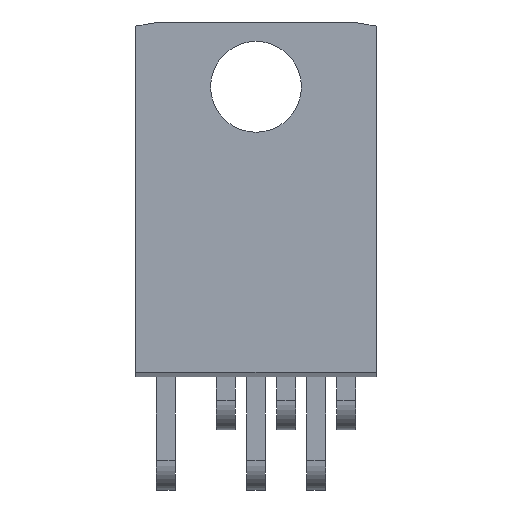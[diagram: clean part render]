
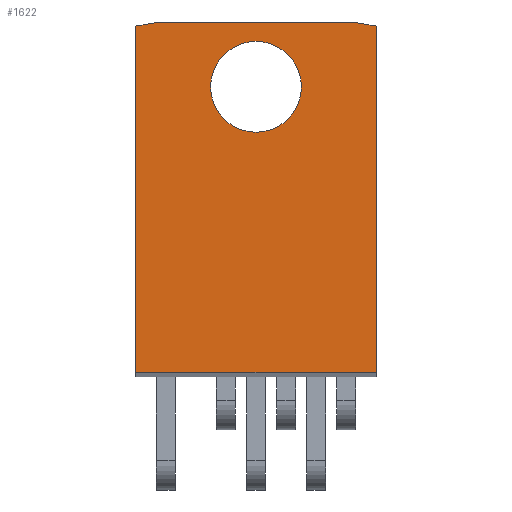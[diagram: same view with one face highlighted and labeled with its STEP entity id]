
A CAD part, front view. The second image highlights one B-rep face of the part: STEP entity #1622.
In plain terms, the highlighted planar face has unit normal (0, -1, 0).
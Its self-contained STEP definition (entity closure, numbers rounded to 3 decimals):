
#33=CIRCLE('',#1725,1.92);
#34=CIRCLE('',#1726,1.92);
#69=FACE_BOUND('',#205,.T.);
#114=FACE_OUTER_BOUND('',#204,.T.);
#204=EDGE_LOOP('',(#1180,#1181,#1182,#1183,#1184,#1185));
#205=EDGE_LOOP('',(#1186,#1187));
#309=LINE('',#3895,#487);
#317=LINE('',#3912,#495);
#322=LINE('',#3920,#500);
#323=LINE('',#3922,#501);
#324=LINE('',#3924,#502);
#325=LINE('',#3925,#503);
#487=VECTOR('',#1879,14.629);
#495=VECTOR('',#1891,14.629);
#500=VECTOR('',#1900,10.16);
#501=VECTOR('',#1901,1.015);
#502=VECTOR('',#1902,8.16);
#503=VECTOR('',#1903,1.015);
#691=VERTEX_POINT('',#3892);
#692=VERTEX_POINT('',#3894);
#698=VERTEX_POINT('',#3910);
#699=VERTEX_POINT('',#3911);
#701=VERTEX_POINT('',#3921);
#702=VERTEX_POINT('',#3923);
#703=VERTEX_POINT('',#3926);
#704=VERTEX_POINT('',#3927);
#869=EDGE_CURVE('',#691,#692,#309,.T.);
#877=EDGE_CURVE('',#698,#699,#317,.T.);
#882=EDGE_CURVE('',#691,#699,#322,.T.);
#883=EDGE_CURVE('',#698,#701,#323,.T.);
#884=EDGE_CURVE('',#701,#702,#324,.T.);
#885=EDGE_CURVE('',#702,#692,#325,.T.);
#886=EDGE_CURVE('',#703,#704,#33,.T.);
#887=EDGE_CURVE('',#704,#703,#34,.T.);
#1180=ORIENTED_EDGE('',*,*,#869,.F.);
#1181=ORIENTED_EDGE('',*,*,#882,.T.);
#1182=ORIENTED_EDGE('',*,*,#877,.F.);
#1183=ORIENTED_EDGE('',*,*,#883,.T.);
#1184=ORIENTED_EDGE('',*,*,#884,.T.);
#1185=ORIENTED_EDGE('',*,*,#885,.T.);
#1186=ORIENTED_EDGE('',*,*,#886,.F.);
#1187=ORIENTED_EDGE('',*,*,#887,.F.);
#1524=PLANE('',#1724);
#1622=ADVANCED_FACE('',(#114,#69),#1524,.T.);
#1724=AXIS2_PLACEMENT_3D('',#3919,#1898,#1899);
#1725=AXIS2_PLACEMENT_3D('',#3928,#1904,#1905);
#1726=AXIS2_PLACEMENT_3D('',#3929,#1906,#1907);
#1879=DIRECTION('',(0.,0.,1.));
#1891=DIRECTION('',(0.,0.,-1.));
#1898=DIRECTION('center_axis',(0.,-1.,0.));
#1899=DIRECTION('ref_axis',(0.,0.,-1.));
#1900=DIRECTION('',(1.,0.,0.));
#1901=DIRECTION('',(-0.985,0.,0.174));
#1902=DIRECTION('',(-1.,0.,0.));
#1903=DIRECTION('',(-0.985,0.,-0.174));
#1904=DIRECTION('center_axis',(0.,-1.,0.));
#1905=DIRECTION('ref_axis',(0.,0.,-1.));
#1906=DIRECTION('center_axis',(0.,-1.,0.));
#1907=DIRECTION('ref_axis',(0.,0.,-1.));
#3892=CARTESIAN_POINT('',(0.,0.,-8.506));
#3894=CARTESIAN_POINT('',(0.,0.,6.124));
#3895=CARTESIAN_POINT('',(0.,0.,-8.506));
#3910=CARTESIAN_POINT('',(10.16,0.,6.124));
#3911=CARTESIAN_POINT('',(10.16,0.,-8.506));
#3912=CARTESIAN_POINT('',(10.16,0.,6.124));
#3919=CARTESIAN_POINT('Origin',(0.,0.,-8.69));
#3920=CARTESIAN_POINT('',(0.,0.,-8.506));
#3921=CARTESIAN_POINT('',(9.16,0.,6.3));
#3922=CARTESIAN_POINT('',(10.16,0.,6.124));
#3923=CARTESIAN_POINT('',(1.,0.,6.3));
#3924=CARTESIAN_POINT('',(9.16,0.,6.3));
#3925=CARTESIAN_POINT('',(1.,0.,6.3));
#3926=CARTESIAN_POINT('',(5.08,0.,1.64));
#3927=CARTESIAN_POINT('',(5.08,0.,5.48));
#3928=CARTESIAN_POINT('Origin',(5.08,0.,3.56));
#3929=CARTESIAN_POINT('Origin',(5.08,0.,3.56));
